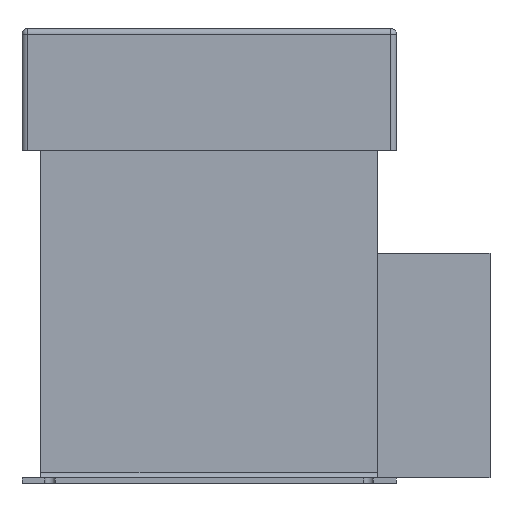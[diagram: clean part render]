
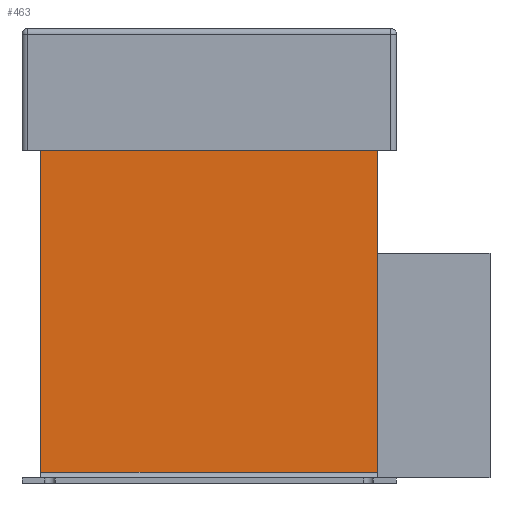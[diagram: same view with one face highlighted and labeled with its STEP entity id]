
A CAD part, left-side view. The second image highlights one B-rep face of the part: STEP entity #463.
In plain terms, the highlighted planar face has unit normal (-1, 0, 0).
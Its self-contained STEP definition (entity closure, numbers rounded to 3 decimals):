
#463=ADVANCED_FACE('',(#3461),#3463,.T.);
#3461=FACE_BOUND('',#3462,.T.);
#3462=EDGE_LOOP('',(#5900,#5901,#5902,#5903));
#3463=PLANE('',#3464);
#3464=AXIS2_PLACEMENT_3D('',#3465,#3466,#3467);
#3465=CARTESIAN_POINT('',(16.,0.,0.));
#3466=DIRECTION('',(-1.,0.,0.));
#3467=DIRECTION('',(0.,0.,-1.));
#5900=ORIENTED_EDGE('',*,*,#7624,.T.);
#5901=ORIENTED_EDGE('',*,*,#7625,.T.);
#5902=ORIENTED_EDGE('',*,*,#7598,.T.);
#5903=ORIENTED_EDGE('',*,*,#7626,.T.);
#7598=EDGE_CURVE('',#8543,#8544,#8545,.T.);
#7624=EDGE_CURVE('',#8587,#8588,#8589,.T.);
#7625=EDGE_CURVE('',#8588,#8543,#8590,.T.);
#7626=EDGE_CURVE('',#8544,#8587,#8591,.T.);
#8543=VERTEX_POINT('',#10277);
#8544=VERTEX_POINT('',#10278);
#8545=LINE('',#10279,#10280);
#8587=VERTEX_POINT('',#10422);
#8588=VERTEX_POINT('',#10423);
#8589=LINE('',#10424,#10425);
#8590=LINE('',#10427,#10428);
#8591=LINE('',#10430,#10431);
#10277=CARTESIAN_POINT('',(16.,10.,178.));
#10278=CARTESIAN_POINT('',(16.,190.,178.));
#10279=CARTESIAN_POINT('',(16.,10.,178.));
#10280=VECTOR('',#10281,1.);
#10281=DIRECTION('',(0.,1.,0.));
#10422=CARTESIAN_POINT('',(16.,190.,6.));
#10423=CARTESIAN_POINT('',(16.,10.,6.));
#10424=CARTESIAN_POINT('',(16.,190.,6.));
#10425=VECTOR('',#10426,1.);
#10426=DIRECTION('',(0.,-1.,0.));
#10427=CARTESIAN_POINT('',(16.,10.,6.));
#10428=VECTOR('',#10429,1.);
#10429=DIRECTION('',(0.,0.,1.));
#10430=CARTESIAN_POINT('',(16.,190.,178.));
#10431=VECTOR('',#10432,1.);
#10432=DIRECTION('',(0.,0.,-1.));
